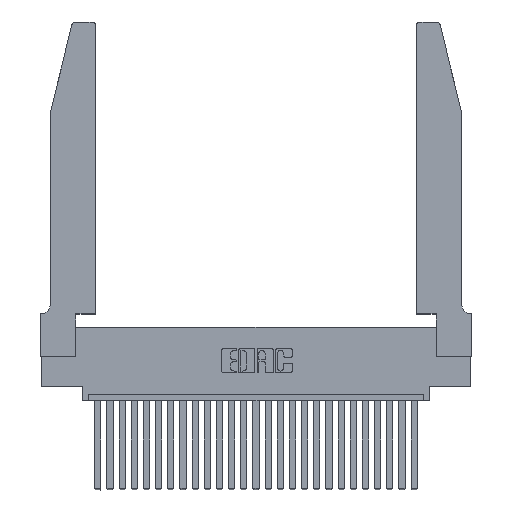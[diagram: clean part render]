
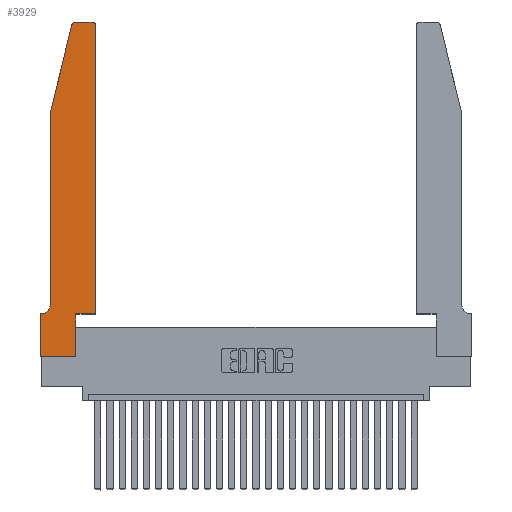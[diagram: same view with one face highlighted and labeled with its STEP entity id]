
A CAD part, top view. The second image highlights one B-rep face of the part: STEP entity #3929.
In plain terms, the highlighted planar face has unit normal (0, 0, 1).
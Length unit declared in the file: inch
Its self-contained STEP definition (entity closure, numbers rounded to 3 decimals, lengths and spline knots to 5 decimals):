
#113 = VERTEX_POINT ( 'NONE', #13076 ) ;
#128 = EDGE_CURVE ( 'NONE', #113, #8919, #24955, .T. ) ;
#363 = EDGE_CURVE ( 'NONE', #3610, #8056, #12629, .T. ) ;
#576 = CARTESIAN_POINT ( 'NONE',  ( 0.284, 2.72, 0.37 ) ) ;
#710 = CARTESIAN_POINT ( 'NONE',  ( 0., 0., 0.37 ) ) ;
#1108 = AXIS2_PLACEMENT_3D ( 'NONE', #576, #15250, #2689 ) ;
#1334 = VECTOR ( 'NONE', #25743, 39.37008 ) ;
#1414 = ORIENTED_EDGE ( 'NONE', *, *, #4637, .T. ) ;
#1826 = CARTESIAN_POINT ( 'NONE',  ( 0.0755, 0.35, 0.37 ) ) ;
#1942 = VECTOR ( 'NONE', #5943, 39.37008 ) ;
#2388 = DIRECTION ( 'NONE',  ( 0., 0., 1. ) ) ;
#2397 = CARTESIAN_POINT ( 'NONE',  ( 0., 0.35, 0.37 ) ) ;
#2433 = EDGE_LOOP ( 'NONE', ( #5538, #4545, #20460, #18426, #13615, #18339, #25997, #1414, #18803, #18383, #23124, #18377 ) ) ;
#2656 = CARTESIAN_POINT ( 'NONE',  ( 0.4205, 2.72, 0.37 ) ) ;
#2689 = DIRECTION ( 'NONE',  ( 1., 0., 0. ) ) ;
#3577 = VECTOR ( 'NONE', #7734, 39.37008 ) ;
#3610 = VERTEX_POINT ( 'NONE', #12792 ) ;
#3741 = DIRECTION ( 'NONE',  ( -1., 0., 0. ) ) ;
#3909 = VERTEX_POINT ( 'NONE', #23104 ) ;
#3929 = ADVANCED_FACE ( 'NONE', ( #9183 ), #19322, .T. ) ;
#4252 = CARTESIAN_POINT ( 'NONE',  ( 0.4505, 0.35, 0.37 ) ) ;
#4449 = LINE ( 'NONE', #5794, #25985 ) ;
#4545 = ORIENTED_EDGE ( 'NONE', *, *, #23225, .T. ) ;
#4637 = EDGE_CURVE ( 'NONE', #8919, #3909, #16413, .T. ) ;
#5306 = EDGE_CURVE ( 'NONE', #24434, #3610, #14700, .T. ) ;
#5313 = CIRCLE ( 'NONE', #20066, 0.07 ) ;
#5538 = ORIENTED_EDGE ( 'NONE', *, *, #25513, .T. ) ;
#5641 = CARTESIAN_POINT ( 'NONE',  ( 0.0755, 2., 0.37 ) ) ;
#5794 = CARTESIAN_POINT ( 'NONE',  ( 0.2605, 2.75, 0.37 ) ) ;
#5943 = DIRECTION ( 'NONE',  ( -1., 0., 0. ) ) ;
#6026 = EDGE_CURVE ( 'NONE', #24930, #113, #20249, .T. ) ;
#6521 = DIRECTION ( 'NONE',  ( 1., 0., 0. ) ) ;
#6663 = VERTEX_POINT ( 'NONE', #15016 ) ;
#6985 = AXIS2_PLACEMENT_3D ( 'NONE', #2656, #2388, #16966 ) ;
#7459 = CARTESIAN_POINT ( 'NONE',  ( 0.4505, 2.72, 0.37 ) ) ;
#7734 = DIRECTION ( 'NONE',  ( 1., 0., 0. ) ) ;
#8056 = VERTEX_POINT ( 'NONE', #7459 ) ;
#8467 = CARTESIAN_POINT ( 'NONE',  ( 0., 0., 0.37 ) ) ;
#8673 = VECTOR ( 'NONE', #18910, 39.37008 ) ;
#8919 = VERTEX_POINT ( 'NONE', #25717 ) ;
#9183 = FACE_OUTER_BOUND ( 'NONE', #2433, .T. ) ;
#10102 = CARTESIAN_POINT ( 'NONE',  ( 0.4505, 0.35, 0.37 ) ) ;
#10666 = DIRECTION ( 'NONE',  ( 1., 0., 0. ) ) ;
#10790 = VECTOR ( 'NONE', #10666, 39.37008 ) ;
#11291 = VECTOR ( 'NONE', #22232, 39.37008 ) ;
#11966 = VECTOR ( 'NONE', #17340, 39.37008 ) ;
#12403 = EDGE_CURVE ( 'NONE', #3909, #24434, #24145, .T. ) ;
#12430 = CIRCLE ( 'NONE', #6985, 0.03 ) ;
#12460 = CARTESIAN_POINT ( 'NONE',  ( 0.0755, 0.42, 0.37 ) ) ;
#12629 = LINE ( 'NONE', #4252, #8673 ) ;
#12792 = CARTESIAN_POINT ( 'NONE',  ( 0.4505, 0.35, 0.37 ) ) ;
#13076 = CARTESIAN_POINT ( 'NONE',  ( 0., 0.35, 0.37 ) ) ;
#13615 = ORIENTED_EDGE ( 'NONE', *, *, #16921, .T. ) ;
#14110 = DIRECTION ( 'NONE',  ( 0., 0., -1. ) ) ;
#14599 = LINE ( 'NONE', #25170, #11966 ) ;
#14700 = LINE ( 'NONE', #10102, #3577 ) ;
#15016 = CARTESIAN_POINT ( 'NONE',  ( 0.0755, 2., 0.37 ) ) ;
#15100 = EDGE_CURVE ( 'NONE', #23940, #6663, #14599, .T. ) ;
#15227 = CIRCLE ( 'NONE', #1108, 0.03 ) ;
#15250 = DIRECTION ( 'NONE',  ( 0., 0., 1. ) ) ;
#15278 = CARTESIAN_POINT ( 'NONE',  ( 0.2865, 0.35, 0.37 ) ) ;
#15414 = CARTESIAN_POINT ( 'NONE',  ( 0.25487, 2.72718, 0.37 ) ) ;
#15650 = CARTESIAN_POINT ( 'NONE',  ( 0.284, 2.75, 0.37 ) ) ;
#16362 = CARTESIAN_POINT ( 'NONE',  ( 0.4205, 2.75, 0.37 ) ) ;
#16413 = LINE ( 'NONE', #8467, #10790 ) ;
#16609 = VERTEX_POINT ( 'NONE', #12460 ) ;
#16921 = EDGE_CURVE ( 'NONE', #16609, #24930, #5313, .T. ) ;
#16966 = DIRECTION ( 'NONE',  ( 1., 0., 0. ) ) ;
#17340 = DIRECTION ( 'NONE',  ( -0.239, -0.971, 0. ) ) ;
#17372 = VERTEX_POINT ( 'NONE', #15650 ) ;
#18208 = LINE ( 'NONE', #5641, #11291 ) ;
#18257 = AXIS2_PLACEMENT_3D ( 'NONE', #2397, #25172, #6521 ) ;
#18339 = ORIENTED_EDGE ( 'NONE', *, *, #6026, .T. ) ;
#18377 = ORIENTED_EDGE ( 'NONE', *, *, #19959, .T. ) ;
#18383 = ORIENTED_EDGE ( 'NONE', *, *, #5306, .T. ) ;
#18426 = ORIENTED_EDGE ( 'NONE', *, *, #22916, .T. ) ;
#18803 = ORIENTED_EDGE ( 'NONE', *, *, #12403, .T. ) ;
#18910 = DIRECTION ( 'NONE',  ( 0., 1., 0. ) ) ;
#19322 = PLANE ( 'NONE',  #18257 ) ;
#19959 = EDGE_CURVE ( 'NONE', #8056, #25741, #12430, .T. ) ;
#20066 = AXIS2_PLACEMENT_3D ( 'NONE', #24502, #14110, #3741 ) ;
#20249 = LINE ( 'NONE', #1826, #1942 ) ;
#20460 = ORIENTED_EDGE ( 'NONE', *, *, #15100, .T. ) ;
#21455 = DIRECTION ( 'NONE',  ( 0., -1., 0. ) ) ;
#22204 = DIRECTION ( 'NONE',  ( -1., 0., 0. ) ) ;
#22232 = DIRECTION ( 'NONE',  ( 0., -1., 0. ) ) ;
#22916 = EDGE_CURVE ( 'NONE', #6663, #16609, #18208, .T. ) ;
#23104 = CARTESIAN_POINT ( 'NONE',  ( 0.2865, 0., 0.37 ) ) ;
#23124 = ORIENTED_EDGE ( 'NONE', *, *, #363, .T. ) ;
#23225 = EDGE_CURVE ( 'NONE', #17372, #23940, #15227, .T. ) ;
#23285 = CARTESIAN_POINT ( 'NONE',  ( 0.0055, 0.35, 0.37 ) ) ;
#23566 = CARTESIAN_POINT ( 'NONE',  ( 0.2865, 0.35, 0.37 ) ) ;
#23940 = VERTEX_POINT ( 'NONE', #15414 ) ;
#24145 = LINE ( 'NONE', #23566, #1334 ) ;
#24434 = VERTEX_POINT ( 'NONE', #15278 ) ;
#24502 = CARTESIAN_POINT ( 'NONE',  ( 0.0055, 0.42, 0.37 ) ) ;
#24661 = VECTOR ( 'NONE', #21455, 39.37008 ) ;
#24930 = VERTEX_POINT ( 'NONE', #23285 ) ;
#24955 = LINE ( 'NONE', #710, #24661 ) ;
#25170 = CARTESIAN_POINT ( 'NONE',  ( 0.0755, 2., 0.37 ) ) ;
#25172 = DIRECTION ( 'NONE',  ( 0., 0., 1. ) ) ;
#25513 = EDGE_CURVE ( 'NONE', #25741, #17372, #4449, .T. ) ;
#25717 = CARTESIAN_POINT ( 'NONE',  ( 0., 0., 0.37 ) ) ;
#25741 = VERTEX_POINT ( 'NONE', #16362 ) ;
#25743 = DIRECTION ( 'NONE',  ( 0., 1., 0. ) ) ;
#25985 = VECTOR ( 'NONE', #22204, 39.37008 ) ;
#25997 = ORIENTED_EDGE ( 'NONE', *, *, #128, .T. ) ;
